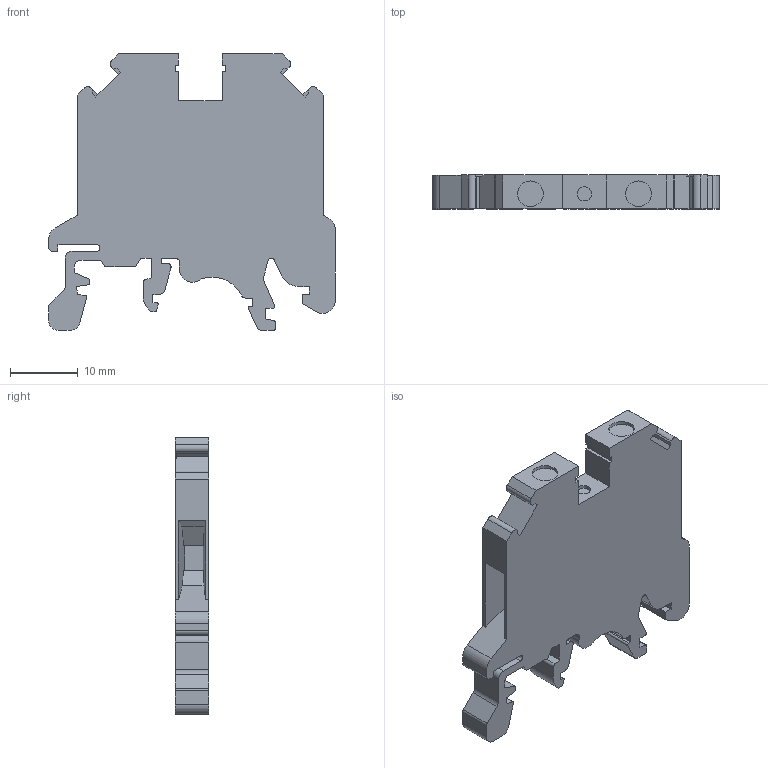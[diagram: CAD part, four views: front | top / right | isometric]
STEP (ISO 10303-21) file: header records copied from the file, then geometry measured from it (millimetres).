
FILE_DESCRIPTION(/* description */ ('Unknown'),/* implementation_level */ '2;1');
FILE_NAME(/* name */ 'KUTM2.5_GY_3D',/* time_stamp */ '2019-10-05T16:11:46+06:00',/* author */ ('Unknown'),/* organization */ ('Unknown'),/* preprocessor_version */ 'ST-DEVELOPER v16.7',/* originating_system */ 'DEX',/* authorisation */ $);
FILE_SCHEMA (('AUTOMOTIVE_DESIGN {1 0 10303 214 3 1 1}'));
Length unit declared in the file: millimetre
Products named in the file (1): KUTM2.5
Bounding box: 42.5 x 5 x 41 mm (x, y, z)
Volume: 5505.9 mm3; surface area: 4146.6 mm2
Topology: 1 solids, 1 shells, 152 faces, 441 edges, 294 vertices
Faces by surface type: plane 116, cylinder 36
Full cylindrical faces by diameter (mm): 2.113 x1, 3.8 x2
Entity records: 4992 total; most frequent: CARTESIAN_POINT 885, ORIENTED_EDGE 876, DIRECTION 816, EDGE_CURVE 438, LINE 366, VECTOR 366, VERTEX_POINT 294, AXIS2_PLACEMENT_3D 225
